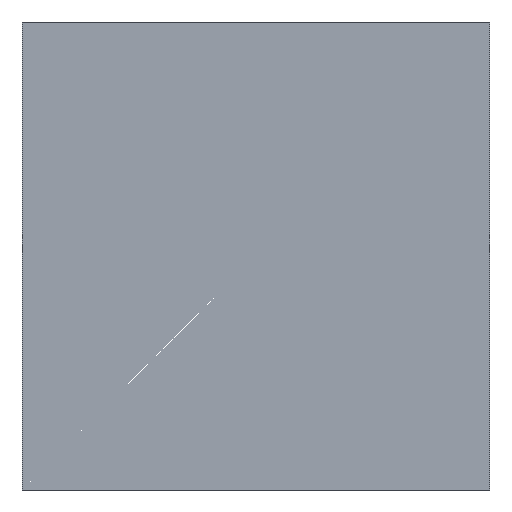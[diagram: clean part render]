
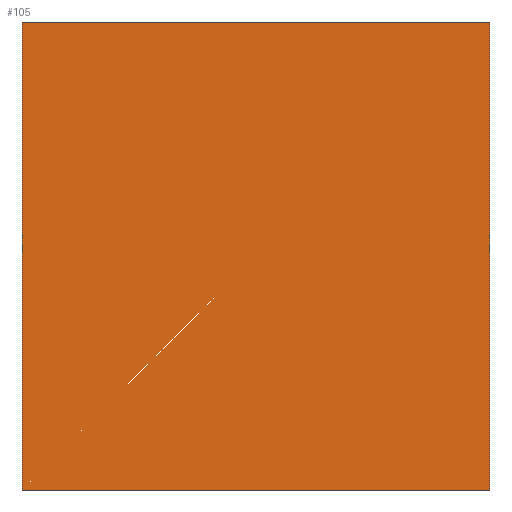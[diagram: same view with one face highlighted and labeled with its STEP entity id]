
A CAD part, front view. The second image highlights one B-rep face of the part: STEP entity #105.
In plain terms, the highlighted planar face has unit normal (0, -1, 0).
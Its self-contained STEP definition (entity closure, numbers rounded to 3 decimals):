
#11 = VERTEX_POINT ( 'NONE', #121 ) ;
#16 = VERTEX_POINT ( 'NONE', #113 ) ;
#21 = VERTEX_POINT ( 'NONE', #116 ) ;
#22 = VERTEX_POINT ( 'NONE', #117 ) ;
#40 = ORIENTED_EDGE ( 'NONE', *, *, #81, .F. ) ;
#41 = ORIENTED_EDGE ( 'NONE', *, *, #80, .F. ) ;
#42 = ORIENTED_EDGE ( 'NONE', *, *, #82, .F. ) ;
#43 = ORIENTED_EDGE ( 'NONE', *, *, #86, .F. ) ;
#48 = LINE ( 'NONE', #125, #58 ) ;
#51 = EDGE_LOOP ( 'NONE', ( #40, #41, #42, #43 ) ) ;
#53 = LINE ( 'NONE', #131, #60 ) ;
#55 = LINE ( 'NONE', #130, #62 ) ;
#58 = VECTOR ( 'NONE', #134, 1000. ) ;
#60 = VECTOR ( 'NONE', #133, 1000. ) ;
#62 = VECTOR ( 'NONE', #129, 1000. ) ;
#63 = LINE ( 'NONE', #141, #71 ) ;
#71 = VECTOR ( 'NONE', #142, 1000. ) ;
#80 = EDGE_CURVE ( 'NONE', #16, #21, #55, .T. ) ;
#81 = EDGE_CURVE ( 'NONE', #21, #22, #53, .T. ) ;
#82 = EDGE_CURVE ( 'NONE', #11, #16, #48, .T. ) ;
#86 = EDGE_CURVE ( 'NONE', #22, #11, #63, .T. ) ;
#105 = ADVANCED_FACE ( 'NONE', ( #287 ), #191, .F. ) ;
#113 = CARTESIAN_POINT ( 'NONE',  ( 2.5, 0., -2.5 ) ) ;
#116 = CARTESIAN_POINT ( 'NONE',  ( -2.5, 0., -2.5 ) ) ;
#117 = CARTESIAN_POINT ( 'NONE',  ( -2.5, 0., 2.5 ) ) ;
#121 = CARTESIAN_POINT ( 'NONE',  ( 2.5, 0., 2.5 ) ) ;
#125 = CARTESIAN_POINT ( 'NONE',  ( 2.5, 0., -2.5 ) ) ;
#129 = DIRECTION ( 'NONE',  ( -1., 0., 0. ) ) ;
#130 = CARTESIAN_POINT ( 'NONE',  ( -2.5, 0., -2.5 ) ) ;
#131 = CARTESIAN_POINT ( 'NONE',  ( -2.5, 0., -2.5 ) ) ;
#133 = DIRECTION ( 'NONE',  ( 0., 0., 1. ) ) ;
#134 = DIRECTION ( 'NONE',  ( 0., 0., -1. ) ) ;
#141 = CARTESIAN_POINT ( 'NONE',  ( -2.5, 0., 2.5 ) ) ;
#142 = DIRECTION ( 'NONE',  ( 1., 0., 0. ) ) ;
#191 = PLANE ( 'NONE',  #257 ) ;
#210 = CARTESIAN_POINT ( 'NONE',  ( 0., 0., 0. ) ) ;
#211 = DIRECTION ( 'NONE',  ( 0., 1., 0. ) ) ;
#212 = DIRECTION ( 'NONE',  ( 0., 0., 1. ) ) ;
#257 = AXIS2_PLACEMENT_3D ( 'NONE', #210, #211, #212 ) ;
#287 = FACE_OUTER_BOUND ( 'NONE', #51, .T. ) ;
